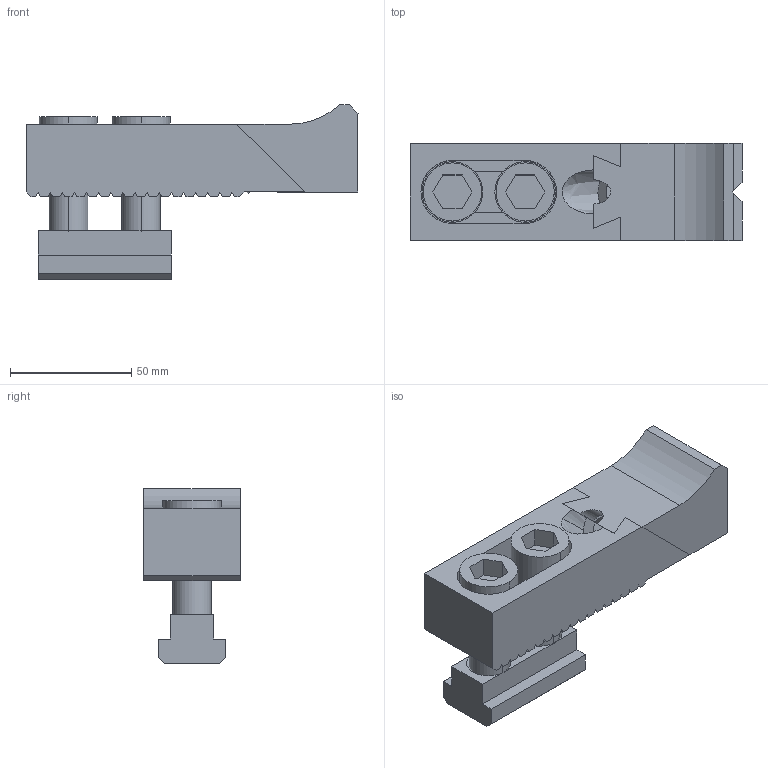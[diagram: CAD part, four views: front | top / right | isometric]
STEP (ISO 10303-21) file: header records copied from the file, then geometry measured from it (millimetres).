
FILE_DESCRIPTION (( 'STEP AP203' ), '1' );
FILE_NAME ('bj102-16130t.STEP', '2021-10-25T01:07:32', ( '' ), ( '' ), 'SwSTEP 2.0', 'SolidWorks 2020', '' );
FILE_SCHEMA (( 'CONFIG_CONTROL_DESIGN' ));
Length unit declared in the file: millimetre
Products named in the file (8): bj102-16130t; bj102-16130t_04; bj102-16130t_05; bj102-16130t_06; bj102-16130t_07; bj102-16130t_03; bj102-16130t_02; bj102-16130t_01
Assembly tree (7 placements, depth 2):
  bj102-16130t
    bj102-16130t_01
    bj102-16130t_02
    bj102-16130t_03
    bj102-16130t_04
    bj102-16130t_05
    bj102-16130t_06
    bj102-16130t_07
Bounding box: 137 x 40 x 72 mm (x, y, z)
Volume: 176662.6 mm3; surface area: 50099.1 mm2
Topology: 7 solids, 7 shells, 201 faces, 596 edges, 412 vertices
Faces by surface type: plane 162, cylinder 29, cone 8, bspline 2
Entity records: 7924 total; most frequent: CARTESIAN_POINT 1990, ORIENTED_EDGE 1192, DIRECTION 886, EDGE_CURVE 596, VERTEX_POINT 412, VECTOR 310, LINE 310, AXIS2_PLACEMENT_3D 288
